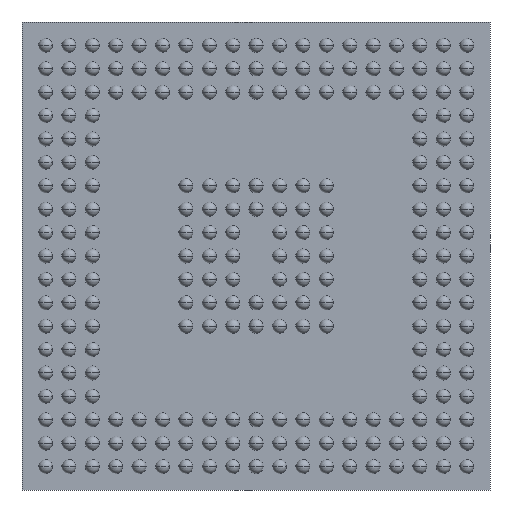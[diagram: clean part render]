
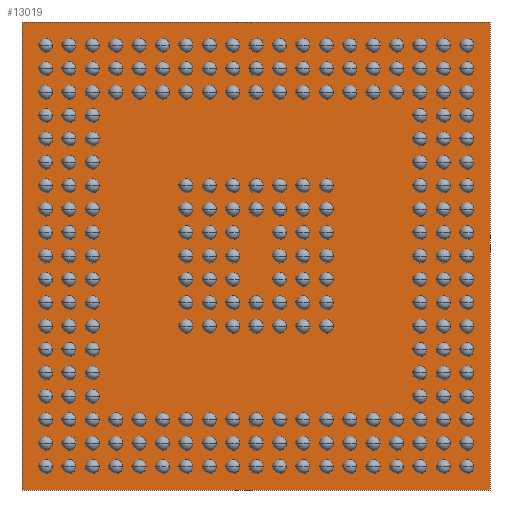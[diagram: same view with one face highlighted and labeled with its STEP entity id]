
A CAD part, front view. The second image highlights one B-rep face of the part: STEP entity #13019.
In plain terms, the highlighted planar face has unit normal (0, -1, 0).
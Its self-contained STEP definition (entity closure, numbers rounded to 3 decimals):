
#12872 = CARTESIAN_POINT ( 'NONE',  ( 5., 0.24, 5. ) ) ;
#12873 = VERTEX_POINT ( 'NONE', #12872 ) ;
#12874 = CARTESIAN_POINT ( 'NONE',  ( 5., 0.24, -5. ) ) ;
#12875 = VERTEX_POINT ( 'NONE', #12874 ) ;
#12876 = CARTESIAN_POINT ( 'NONE',  ( 5., 0.24, 5. ) ) ;
#12877 = DIRECTION ( 'NONE',  ( 0., 0., -1. ) ) ;
#12878 = VECTOR ( 'NONE', #12877, 1000. ) ;
#12879 = LINE ( 'NONE', #12876, #12878 ) ;
#12880 = EDGE_CURVE ( 'NONE', #12873, #12875, #12879, .T. ) ;
#12912 = CARTESIAN_POINT ( 'NONE',  ( -5., 0.24, -5. ) ) ;
#12913 = VERTEX_POINT ( 'NONE', #12912 ) ;
#12914 = CARTESIAN_POINT ( 'NONE',  ( -5., 0.24, -5. ) ) ;
#12915 = DIRECTION ( 'NONE',  ( -1., 0., 0. ) ) ;
#12916 = VECTOR ( 'NONE', #12915, 1000. ) ;
#12917 = LINE ( 'NONE', #12914, #12916 ) ;
#12918 = EDGE_CURVE ( 'NONE', #12875, #12913, #12917, .T. ) ;
#12943 = CARTESIAN_POINT ( 'NONE',  ( -5., 0.24, 5. ) ) ;
#12944 = VERTEX_POINT ( 'NONE', #12943 ) ;
#12945 = CARTESIAN_POINT ( 'NONE',  ( -5., 0.24, 5. ) ) ;
#12946 = DIRECTION ( 'NONE',  ( 0., 0., 1. ) ) ;
#12947 = VECTOR ( 'NONE', #12946, 1000. ) ;
#12948 = LINE ( 'NONE', #12945, #12947 ) ;
#12949 = EDGE_CURVE ( 'NONE', #12913, #12944, #12948, .T. ) ;
#12974 = CARTESIAN_POINT ( 'NONE',  ( -5., 0.24, 5. ) ) ;
#12975 = DIRECTION ( 'NONE',  ( 1., 0., 0. ) ) ;
#12976 = VECTOR ( 'NONE', #12975, 1000. ) ;
#12977 = LINE ( 'NONE', #12974, #12976 ) ;
#12978 = EDGE_CURVE ( 'NONE', #12944, #12873, #12977, .T. ) ;
#13008 = ORIENTED_EDGE ( 'NONE', *, *, #12880, .F. ) ;
#13009 = ORIENTED_EDGE ( 'NONE', *, *, #12978, .F. ) ;
#13010 = ORIENTED_EDGE ( 'NONE', *, *, #12949, .F. ) ;
#13011 = ORIENTED_EDGE ( 'NONE', *, *, #12918, .F. ) ;
#13012 = EDGE_LOOP ( 'NONE', ( #13008, #13009, #13010, #13011 ) ) ;
#13013 = FACE_OUTER_BOUND ( 'NONE', #13012, .T. ) ;
#13014 = CARTESIAN_POINT ( 'NONE',  ( 0., 0.24, 0. ) ) ;
#13015 = DIRECTION ( 'NONE',  ( 0., -1., 0. ) ) ;
#13016 = DIRECTION ( 'NONE',  ( 0., 0., -1. ) ) ;
#13017 = AXIS2_PLACEMENT_3D ( 'NONE', #13014, #13015, #13016 ) ;
#13018 = PLANE ( 'NONE', #13017 ) ;
#13019 = ADVANCED_FACE ( 'NONE', ( #13013 ), #13018, .T. ) ;
